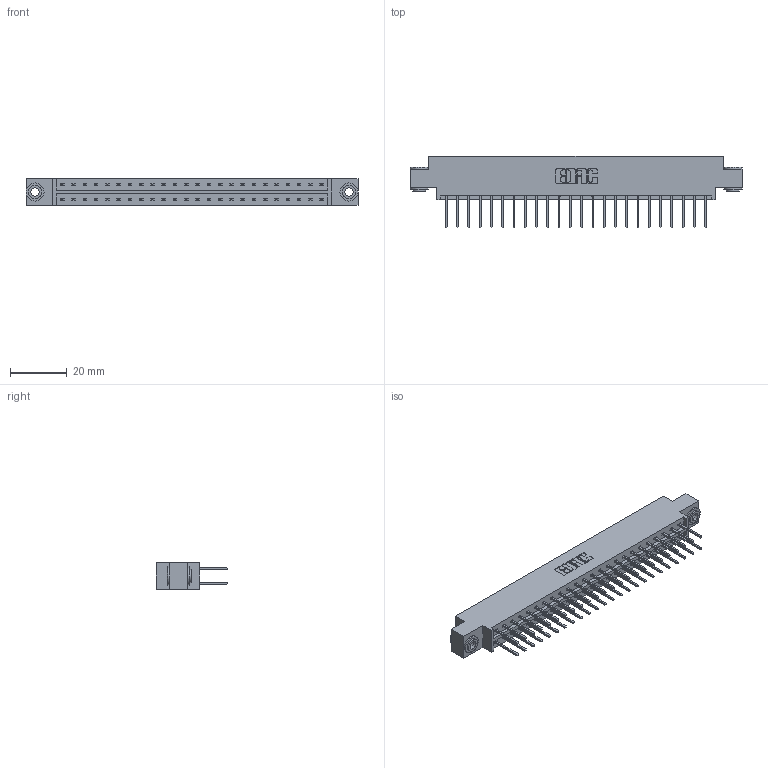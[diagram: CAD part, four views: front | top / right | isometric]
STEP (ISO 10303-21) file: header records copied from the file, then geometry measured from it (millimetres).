
FILE_DESCRIPTION (( 'STEP AP203' ), '1' );
FILE_NAME ('833-048-523-803.STEP', '2020-06-04T15:41:35', ( '' ), ( '' ), 'SwSTEP 2.0', 'SolidWorks 2020', '' );
FILE_SCHEMA (( 'CONFIG_CONTROL_DESIGN' ));
Length unit declared in the file: inch
Products named in the file (4): 833 Part_Offset - .156 Dia - TH; 345-250-002_345-250-002-102; 833-048-523-803; 345-292-001_345-293-123
Assembly tree (51 placements, depth 2):
  833-048-523-803
    833 Part_Offset - .156 Dia - TH
    345-292-001_345-293-123  x48
    345-250-002_345-250-002-102  x2
Bounding box: 116.64 x 25.15 x 9.4 mm (x, y, z)
Volume: 11629.6 mm3; surface area: 14463 mm2
Topology: 51 solids, 51 shells, 2652 faces, 7839 edges, 5158 vertices
Faces by surface type: plane 1812, cylinder 832, cone 8
Entity records: 18568 total; most frequent: CARTESIAN_POINT 3077, ORIENTED_EDGE 3006, DIRECTION 2693, EDGE_CURVE 1503, LINE 1351, VECTOR 1351, VERTEX_POINT 998, AXIS2_PLACEMENT_3D 671
